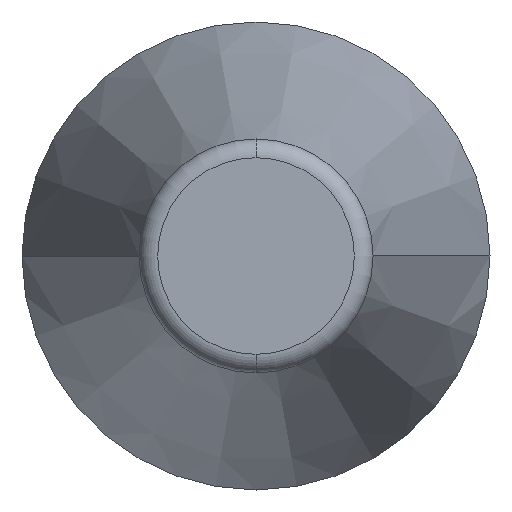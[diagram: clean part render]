
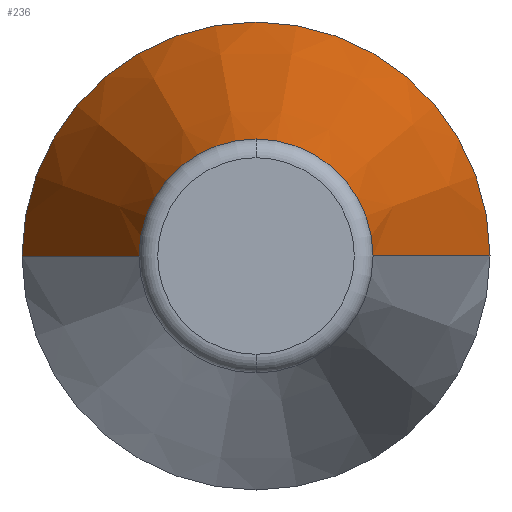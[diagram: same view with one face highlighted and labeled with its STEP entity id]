
A CAD part, front view. The second image highlights one B-rep face of the part: STEP entity #236.
In plain terms, the highlighted conical face has half-angle 15 degrees and reference radius 1.587 mm.
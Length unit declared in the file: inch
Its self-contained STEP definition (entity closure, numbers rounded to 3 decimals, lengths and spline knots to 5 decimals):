
#9 = CONICAL_SURFACE ( 'NONE', #140, 0.0625, 0.262 ) ;
#37 = ORIENTED_EDGE ( 'NONE', *, *, #121, .F. ) ;
#42 = EDGE_CURVE ( 'NONE', #225, #45, #139, .T. ) ;
#45 = VERTEX_POINT ( 'NONE', #174 ) ;
#50 = AXIS2_PLACEMENT_3D ( 'NONE', #339, #246, #363 ) ;
#54 = VECTOR ( 'NONE', #185, 39.37008 ) ;
#63 = VERTEX_POINT ( 'NONE', #381 ) ;
#69 = ORIENTED_EDGE ( 'NONE', *, *, #42, .T. ) ;
#92 = FACE_OUTER_BOUND ( 'NONE', #336, .T. ) ;
#121 = EDGE_CURVE ( 'NONE', #255, #153, #328, .T. ) ;
#127 = ORIENTED_EDGE ( 'NONE', *, *, #357, .T. ) ;
#139 = CIRCLE ( 'NONE', #175, 0.0625 ) ;
#140 = AXIS2_PLACEMENT_3D ( 'NONE', #332, #155, #157 ) ;
#152 = CARTESIAN_POINT ( 'NONE',  ( -0.125, 0.85825, 0. ) ) ;
#153 = VERTEX_POINT ( 'NONE', #300 ) ;
#155 = DIRECTION ( 'NONE',  ( 0., 1., 0. ) ) ;
#157 = DIRECTION ( 'NONE',  ( -1., 0., 0. ) ) ;
#163 = LINE ( 'NONE', #308, #54 ) ;
#174 = CARTESIAN_POINT ( 'NONE',  ( 0., 0.625, 0.0625 ) ) ;
#175 = AXIS2_PLACEMENT_3D ( 'NONE', #347, #266, #234 ) ;
#183 = CARTESIAN_POINT ( 'NONE',  ( -0.0625, 0.625, 0. ) ) ;
#185 = DIRECTION ( 'NONE',  ( -0.259, 0.966, 0. ) ) ;
#215 = LINE ( 'NONE', #337, #258 ) ;
#225 = VERTEX_POINT ( 'NONE', #183 ) ;
#234 = DIRECTION ( 'NONE',  ( -1., 0., 0. ) ) ;
#236 = ADVANCED_FACE ( 'NONE', ( #92 ), #9, .T. ) ;
#244 = EDGE_CURVE ( 'NONE', #225, #255, #163, .T. ) ;
#246 = DIRECTION ( 'NONE',  ( 0., 1., 0. ) ) ;
#255 = VERTEX_POINT ( 'NONE', #152 ) ;
#258 = VECTOR ( 'NONE', #284, 39.37008 ) ;
#259 = CARTESIAN_POINT ( 'NONE',  ( 0., 0.85825, 0. ) ) ;
#266 = DIRECTION ( 'NONE',  ( 0., 1., 0. ) ) ;
#284 = DIRECTION ( 'NONE',  ( 0.259, 0.966, 0. ) ) ;
#297 = EDGE_CURVE ( 'NONE', #63, #153, #215, .T. ) ;
#300 = CARTESIAN_POINT ( 'NONE',  ( 0.125, 0.85825, 0. ) ) ;
#303 = DIRECTION ( 'NONE',  ( 0., 1., 0. ) ) ;
#308 = CARTESIAN_POINT ( 'NONE',  ( -0.0625, 0.625, 0. ) ) ;
#327 = DIRECTION ( 'NONE',  ( -1., 0., 0. ) ) ;
#328 = CIRCLE ( 'NONE', #366, 0.125 ) ;
#332 = CARTESIAN_POINT ( 'NONE',  ( 0., 0.625, 0. ) ) ;
#336 = EDGE_LOOP ( 'NONE', ( #127, #373, #37, #364, #69 ) ) ;
#337 = CARTESIAN_POINT ( 'NONE',  ( 0.0625, 0.625, 0. ) ) ;
#339 = CARTESIAN_POINT ( 'NONE',  ( 0., 0.625, 0. ) ) ;
#347 = CARTESIAN_POINT ( 'NONE',  ( 0., 0.625, 0. ) ) ;
#357 = EDGE_CURVE ( 'NONE', #45, #63, #390, .T. ) ;
#363 = DIRECTION ( 'NONE',  ( -1., 0., 0. ) ) ;
#364 = ORIENTED_EDGE ( 'NONE', *, *, #244, .F. ) ;
#366 = AXIS2_PLACEMENT_3D ( 'NONE', #259, #303, #327 ) ;
#373 = ORIENTED_EDGE ( 'NONE', *, *, #297, .T. ) ;
#381 = CARTESIAN_POINT ( 'NONE',  ( 0.0625, 0.625, 0. ) ) ;
#390 = CIRCLE ( 'NONE', #50, 0.0625 ) ;
